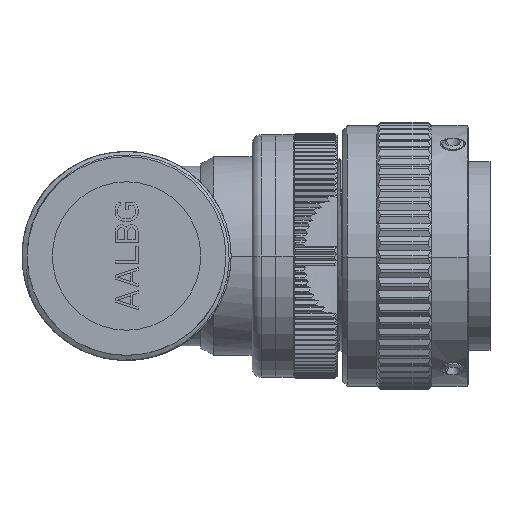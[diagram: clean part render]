
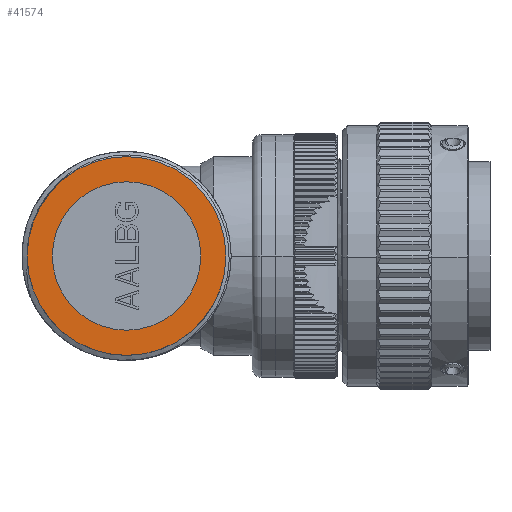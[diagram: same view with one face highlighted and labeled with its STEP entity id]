
A CAD part, front view. The second image highlights one B-rep face of the part: STEP entity #41574.
In plain terms, the highlighted planar face has unit normal (0, -1, 0).
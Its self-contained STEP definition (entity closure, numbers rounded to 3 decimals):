
#53=CARTESIAN_POINT('',(0.,-33.32,0.));
#54=DIRECTION('',(0.,1.,0.));
#55=DIRECTION('',(-1.,0.,0.));
#56=AXIS2_PLACEMENT_3D('',#53,#54,#55);
#58=CARTESIAN_POINT('',(0.,-33.32,0.));
#59=DIRECTION('',(0.,1.,0.));
#60=DIRECTION('',(1.,0.,0.));
#61=AXIS2_PLACEMENT_3D('',#58,#59,#60);
#63=CARTESIAN_POINT('',(0.,-33.32,0.));
#64=DIRECTION('',(0.,1.,0.));
#65=DIRECTION('',(-1.,0.,0.));
#66=AXIS2_PLACEMENT_3D('',#63,#64,#65);
#72=CARTESIAN_POINT('',(0.,-33.32,0.));
#73=DIRECTION('',(0.,1.,0.));
#74=DIRECTION('',(1.,0.,0.));
#75=AXIS2_PLACEMENT_3D('',#72,#73,#74);
#35696=CARTESIAN_POINT('',(17.285,-33.32,0.));
#35698=VERTEX_POINT('',#35696);
#35699=CARTESIAN_POINT('',(-17.285,-33.32,0.));
#35701=VERTEX_POINT('',#35699);
#35733=CARTESIAN_POINT('',(-12.905,-33.32,0.));
#35734=CARTESIAN_POINT('',(12.905,-33.32,0.));
#35735=VERTEX_POINT('',#35733);
#35736=VERTEX_POINT('',#35734);
#41557=CARTESIAN_POINT('',(0.,-33.32,0.));
#41558=DIRECTION('',(0.,-1.,0.));
#41559=DIRECTION('',(-1.,0.,0.));
#41560=AXIS2_PLACEMENT_3D('',#41557,#41558,#41559);
#41561=PLANE('245',#41560);
#41563=ORIENTED_EDGE('2379',*,*,#41562,.T.);
#41565=ORIENTED_EDGE('2382',*,*,#41564,.T.);
#41566=EDGE_LOOP('245',(#41563,#41565));
#41567=FACE_OUTER_BOUND('245',#41566,.F.);
#41569=ORIENTED_EDGE('2407',*,*,#41568,.F.);
#41571=ORIENTED_EDGE('2408',*,*,#41570,.F.);
#41572=EDGE_LOOP('245',(#41569,#41571));
#41573=FACE_BOUND('245',#41572,.F.);
#57=CIRCLE('2407',#56,12.905);
#62=CIRCLE('2408',#61,12.905);
#67=CIRCLE('2379',#66,17.285);
#76=CIRCLE('2382',#75,17.285);
#41562=EDGE_CURVE('2379',#35701,#35698,#67,.T.);
#41564=EDGE_CURVE('2382',#35698,#35701,#76,.T.);
#41568=EDGE_CURVE('2407',#35735,#35736,#57,.T.);
#41570=EDGE_CURVE('2408',#35736,#35735,#62,.T.);
#41574=ADVANCED_FACE('245',(#41567,#41573),#41561,.T.);
